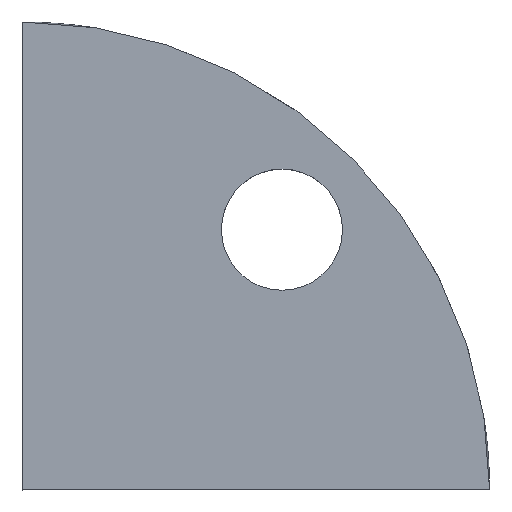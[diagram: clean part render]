
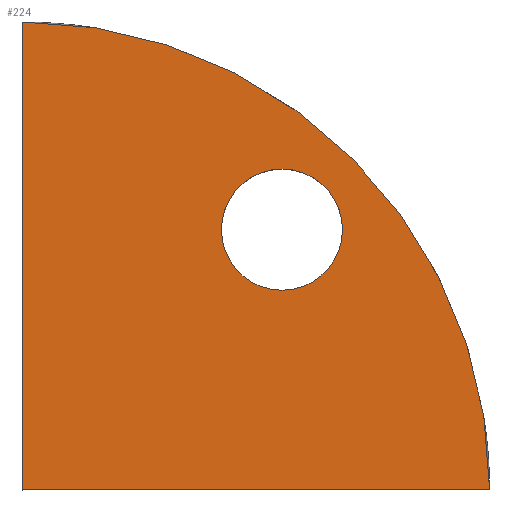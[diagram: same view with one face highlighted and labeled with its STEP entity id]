
A CAD part, top view. The second image highlights one B-rep face of the part: STEP entity #224.
In plain terms, the highlighted planar face has unit normal (0, 0, 1).
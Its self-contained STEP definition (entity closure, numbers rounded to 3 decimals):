
#24=LINE('',#390,#33);
#25=LINE('',#392,#34);
#33=VECTOR('',#326,27.);
#34=VECTOR('',#329,27.);
#40=PLANE('',#258);
#51=FACE_BOUND('',#89,.T.);
#66=FACE_OUTER_BOUND('',#88,.T.);
#88=EDGE_LOOP('',(#189,#190,#191));
#89=EDGE_LOOP('',(#192));
#98=CIRCLE('',#234,3.5);
#107=CIRCLE('',#251,27.);
#112=VERTEX_POINT('',#344);
#122=VERTEX_POINT('',#369);
#125=VERTEX_POINT('',#377);
#127=VERTEX_POINT('',#388);
#130=EDGE_CURVE('',#112,#112,#98,.T.);
#144=EDGE_CURVE('',#122,#125,#107,.T.);
#151=EDGE_CURVE('',#127,#122,#24,.T.);
#152=EDGE_CURVE('',#125,#127,#25,.T.);
#189=ORIENTED_EDGE('',*,*,#144,.F.);
#190=ORIENTED_EDGE('',*,*,#151,.F.);
#191=ORIENTED_EDGE('',*,*,#152,.F.);
#192=ORIENTED_EDGE('',*,*,#130,.T.);
#224=ADVANCED_FACE('',(#66,#51),#40,.T.);
#234=AXIS2_PLACEMENT_3D('',#345,#272,#273);
#251=AXIS2_PLACEMENT_3D('',#378,#309,#310);
#258=AXIS2_PLACEMENT_3D('',#391,#327,#328);
#272=DIRECTION('center_axis',(0.,0.,-1.));
#273=DIRECTION('ref_axis',(1.,0.,0.));
#309=DIRECTION('center_axis',(0.,0.,-1.));
#310=DIRECTION('ref_axis',(-1.,0.,0.));
#326=DIRECTION('',(0.,1.,0.));
#327=DIRECTION('center_axis',(0.,0.,1.));
#328=DIRECTION('ref_axis',(1.,0.,0.));
#329=DIRECTION('',(-1.,0.,0.));
#344=CARTESIAN_POINT('',(11.5,15.,0.));
#345=CARTESIAN_POINT('Origin',(15.,15.,0.));
#369=CARTESIAN_POINT('',(0.,27.,0.));
#377=CARTESIAN_POINT('',(27.,0.,0.));
#378=CARTESIAN_POINT('Origin',(0.,0.,
0.));
#388=CARTESIAN_POINT('',(0.,0.,0.));
#390=CARTESIAN_POINT('',(0.,0.,0.));
#391=CARTESIAN_POINT('Origin',(10.62,10.62,0.));
#392=CARTESIAN_POINT('',(27.,0.,0.));
